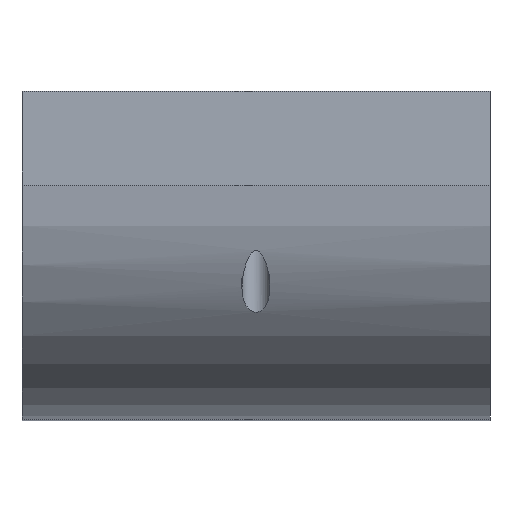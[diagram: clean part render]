
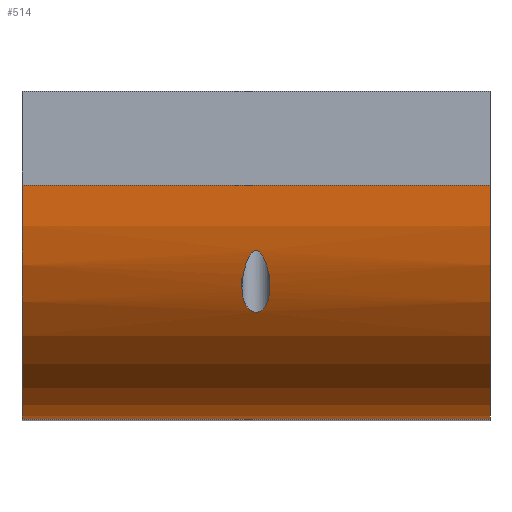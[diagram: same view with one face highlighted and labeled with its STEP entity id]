
A CAD part, top view. The second image highlights one B-rep face of the part: STEP entity #514.
In plain terms, the highlighted cylindrical face has radius 50 mm (diameter 100 mm), a partial arc.
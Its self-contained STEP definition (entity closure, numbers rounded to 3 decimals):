
#53=LINE('',#932,#102);
#63=LINE('',#952,#112);
#102=VECTOR('',#698,10.);
#112=VECTOR('',#718,10.);
#115=B_SPLINE_CURVE_WITH_KNOTS('',3,(#791,#792,#793,#794,#795,#796,#797,
#798,#799,#800,#801,#802),.UNSPECIFIED.,.F.,.F.,(4,2,2,2,2,4),(0.,0.055,
0.109,0.219,0.466,0.713),
 .UNSPECIFIED.);
#116=B_SPLINE_CURVE_WITH_KNOTS('',3,(#803,#804,#805,#806,#807,#808,#809,
#810,#811,#812,#813,#814,#815,#816,#817,#818,#819,#820,#821,#822,#823,#824,
#825,#826,#827,#828,#829,#830,#831,#832,#833,#834),.UNSPECIFIED.,.F.,.F.,
(4,2,2,2,2,2,2,2,2,2,2,2,2,2,2,4),(0.713,1.033,1.353,
1.52,1.558,1.597,1.636,1.675,
1.842,2.161,2.481,2.728,2.976,
3.085,3.14,3.194),.UNSPECIFIED.);
#126=CYLINDRICAL_SURFACE('',#581,50.);
#132=FACE_BOUND('',#191,.T.);
#158=FACE_OUTER_BOUND('',#190,.T.);
#190=EDGE_LOOP('',(#453,#454,#455,#456));
#191=EDGE_LOOP('',(#457,#458));
#207=CIRCLE('',#573,50.);
#210=CIRCLE('',#582,50.);
#218=VERTEX_POINT('',#789);
#219=VERTEX_POINT('',#790);
#247=VERTEX_POINT('',#918);
#248=VERTEX_POINT('',#919);
#253=VERTEX_POINT('',#931);
#258=VERTEX_POINT('',#950);
#268=EDGE_CURVE('',#218,#219,#115,.T.);
#269=EDGE_CURVE('',#219,#218,#116,.T.);
#311=EDGE_CURVE('',#247,#248,#207,.T.);
#317=EDGE_CURVE('',#253,#248,#53,.T.);
#328=EDGE_CURVE('',#247,#258,#63,.T.);
#329=EDGE_CURVE('',#253,#258,#210,.T.);
#453=ORIENTED_EDGE('',*,*,#328,.T.);
#454=ORIENTED_EDGE('',*,*,#329,.F.);
#455=ORIENTED_EDGE('',*,*,#317,.T.);
#456=ORIENTED_EDGE('',*,*,#311,.F.);
#457=ORIENTED_EDGE('',*,*,#268,.T.);
#458=ORIENTED_EDGE('',*,*,#269,.T.);
#514=ADVANCED_FACE('',(#158,#132),#126,.T.);
#573=AXIS2_PLACEMENT_3D('',#920,#688,#689);
#581=AXIS2_PLACEMENT_3D('',#953,#719,#720);
#582=AXIS2_PLACEMENT_3D('',#954,#721,#722);
#688=DIRECTION('center_axis',(-1.,0.,0.));
#689=DIRECTION('ref_axis',(0.,0.,1.));
#698=DIRECTION('',(-1.,0.,0.));
#718=DIRECTION('',(1.,0.,0.));
#719=DIRECTION('center_axis',(1.,0.,0.));
#720=DIRECTION('ref_axis',(0.,0.,1.));
#721=DIRECTION('center_axis',(1.,0.,0.));
#722=DIRECTION('ref_axis',(0.,0.,1.));
#789=CARTESIAN_POINT('',(0.,22.871,104.5));
#790=CARTESIAN_POINT('',(-3.,28.206,107.5));
#791=CARTESIAN_POINT('Ctrl Pts',(0.,22.871,
104.5));
#792=CARTESIAN_POINT('Ctrl Pts',(-0.182,22.871,104.5));
#793=CARTESIAN_POINT('Ctrl Pts',(-0.363,22.897,104.517));
#794=CARTESIAN_POINT('Ctrl Pts',(-0.712,22.995,104.58));
#795=CARTESIAN_POINT('Ctrl Pts',(-0.879,23.068,104.627));
#796=CARTESIAN_POINT('Ctrl Pts',(-1.347,23.338,104.799));
#797=CARTESIAN_POINT('Ctrl Pts',(-1.613,23.591,104.957));
#798=CARTESIAN_POINT('Ctrl Pts',(-2.286,24.426,105.47));
#799=CARTESIAN_POINT('Ctrl Pts',(-2.574,25.144,105.893));
#800=CARTESIAN_POINT('Ctrl Pts',(-2.934,26.662,106.727));
#801=CARTESIAN_POINT('Ctrl Pts',(-3.,27.463,107.141));
#802=CARTESIAN_POINT('Ctrl Pts',(-3.,28.206,107.5));
#803=CARTESIAN_POINT('Ctrl Pts',(-3.,28.206,107.5));
#804=CARTESIAN_POINT('Ctrl Pts',(-3.,29.164,107.964));
#805=CARTESIAN_POINT('Ctrl Pts',(-2.89,30.225,108.438));
#806=CARTESIAN_POINT('Ctrl Pts',(-2.455,32.335,109.289));
#807=CARTESIAN_POINT('Ctrl Pts',(-2.141,33.386,109.669));
#808=CARTESIAN_POINT('Ctrl Pts',(-1.467,34.787,110.132));
#809=CARTESIAN_POINT('Ctrl Pts',(-1.146,35.347,110.306));
#810=CARTESIAN_POINT('Ctrl Pts',(-0.629,35.779,110.435));
#811=CARTESIAN_POINT('Ctrl Pts',(-0.514,35.858,110.458));
#812=CARTESIAN_POINT('Ctrl Pts',(-0.264,35.969,110.491));
#813=CARTESIAN_POINT('Ctrl Pts',(-0.129,36.,110.5));
#814=CARTESIAN_POINT('Ctrl Pts',(0.129,36.,110.5));
#815=CARTESIAN_POINT('Ctrl Pts',(0.264,35.969,110.491));
#816=CARTESIAN_POINT('Ctrl Pts',(0.514,35.858,110.458));
#817=CARTESIAN_POINT('Ctrl Pts',(0.629,35.779,110.435));
#818=CARTESIAN_POINT('Ctrl Pts',(1.146,35.347,110.306));
#819=CARTESIAN_POINT('Ctrl Pts',(1.467,34.787,110.132));
#820=CARTESIAN_POINT('Ctrl Pts',(2.141,33.386,109.669));
#821=CARTESIAN_POINT('Ctrl Pts',(2.455,32.335,109.289));
#822=CARTESIAN_POINT('Ctrl Pts',(2.89,30.225,108.438));
#823=CARTESIAN_POINT('Ctrl Pts',(3.,29.164,107.964));
#824=CARTESIAN_POINT('Ctrl Pts',(3.,27.463,107.141));
#825=CARTESIAN_POINT('Ctrl Pts',(2.934,26.662,106.727));
#826=CARTESIAN_POINT('Ctrl Pts',(2.574,25.144,105.893));
#827=CARTESIAN_POINT('Ctrl Pts',(2.286,24.426,105.47));
#828=CARTESIAN_POINT('Ctrl Pts',(1.613,23.591,104.957));
#829=CARTESIAN_POINT('Ctrl Pts',(1.347,23.338,104.799));
#830=CARTESIAN_POINT('Ctrl Pts',(0.879,23.068,104.627));
#831=CARTESIAN_POINT('Ctrl Pts',(0.712,22.995,104.58));
#832=CARTESIAN_POINT('Ctrl Pts',(0.363,22.897,104.517));
#833=CARTESIAN_POINT('Ctrl Pts',(0.182,22.871,104.5));
#834=CARTESIAN_POINT('Ctrl Pts',(0.,22.871,104.5));
#918=CARTESIAN_POINT('',(-50.,0.,62.5));
#919=CARTESIAN_POINT('',(-50.,50.,112.5));
#920=CARTESIAN_POINT('Origin',(-50.,50.,62.5));
#931=CARTESIAN_POINT('',(50.,50.,112.5));
#932=CARTESIAN_POINT('',(0.,50.,112.5));
#950=CARTESIAN_POINT('',(50.,0.,62.5));
#952=CARTESIAN_POINT('',(0.,0.,62.5));
#953=CARTESIAN_POINT('Origin',(0.,50.,62.5));
#954=CARTESIAN_POINT('Origin',(50.,50.,62.5));
